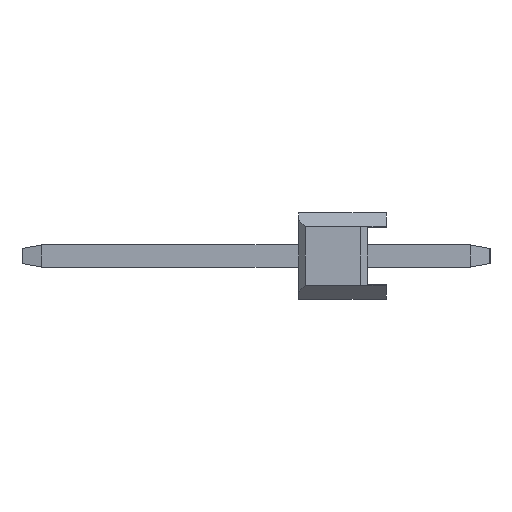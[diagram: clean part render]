
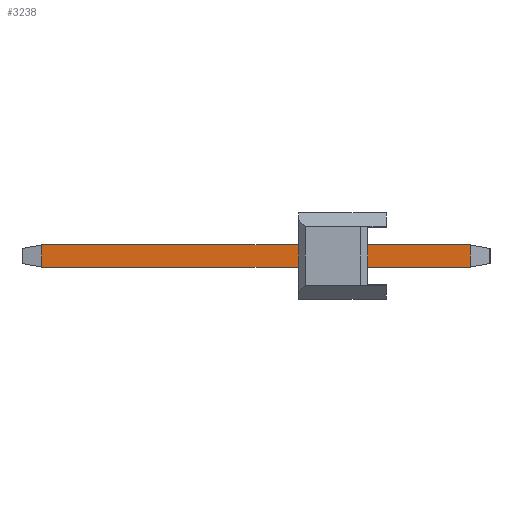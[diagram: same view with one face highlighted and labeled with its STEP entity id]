
A CAD part, left-side view. The second image highlights one B-rep face of the part: STEP entity #3238.
In plain terms, the highlighted planar face has unit normal (-1, 0, 0).
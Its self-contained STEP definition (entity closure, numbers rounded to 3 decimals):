
#114 = CARTESIAN_POINT ( 'NONE',  ( -0.32, 9.973, 0.32 ) ) ;
#318 = CARTESIAN_POINT ( 'NONE',  ( -0.32, 10.54, 0.32 ) ) ;
#530 = EDGE_CURVE ( 'NONE', #11576, #5848, #8780, .T. ) ;
#722 = CARTESIAN_POINT ( 'NONE',  ( -0.32, 10.54, -0.32 ) ) ;
#973 = ORIENTED_EDGE ( 'NONE', *, *, #530, .T. ) ;
#1022 = VERTEX_POINT ( 'NONE', #114 ) ;
#1363 = DIRECTION ( 'NONE',  ( 0., 0., 1. ) ) ;
#2190 = VECTOR ( 'NONE', #6249, 1000. ) ;
#2657 = CARTESIAN_POINT ( 'NONE',  ( -0.32, 9.973, -0.32 ) ) ;
#3026 = EDGE_CURVE ( 'NONE', #1022, #3195, #8361, .T. ) ;
#3114 = DIRECTION ( 'NONE',  ( 1., 0., 0. ) ) ;
#3195 = VERTEX_POINT ( 'NONE', #11075 ) ;
#3238 = ADVANCED_FACE ( 'NONE', ( #3991 ), #7594, .F. ) ;
#3548 = VECTOR ( 'NONE', #4288, 1000. ) ;
#3659 = ORIENTED_EDGE ( 'NONE', *, *, #3026, .F. ) ;
#3881 = DIRECTION ( 'NONE',  ( 0., -1., 0. ) ) ;
#3991 = FACE_OUTER_BOUND ( 'NONE', #10983, .T. ) ;
#4015 = VECTOR ( 'NONE', #1363, 1000. ) ;
#4288 = DIRECTION ( 'NONE',  ( 0., -1., 0. ) ) ;
#4599 = ORIENTED_EDGE ( 'NONE', *, *, #10978, .T. ) ;
#5827 = LINE ( 'NONE', #9436, #4015 ) ;
#5848 = VERTEX_POINT ( 'NONE', #7543 ) ;
#5987 = ORIENTED_EDGE ( 'NONE', *, *, #9157, .T. ) ;
#6249 = DIRECTION ( 'NONE',  ( 0., 0., -1. ) ) ;
#6718 = DIRECTION ( 'NONE',  ( 0., 0., -1. ) ) ;
#7543 = CARTESIAN_POINT ( 'NONE',  ( -0.32, -2.433, -0.32 ) ) ;
#7594 = PLANE ( 'NONE',  #9568 ) ;
#8361 = LINE ( 'NONE', #318, #9198 ) ;
#8780 = LINE ( 'NONE', #722, #3548 ) ;
#9157 = EDGE_CURVE ( 'NONE', #1022, #11576, #10742, .T. ) ;
#9198 = VECTOR ( 'NONE', #3881, 1000. ) ;
#9436 = CARTESIAN_POINT ( 'NONE',  ( -0.32, -2.433, 0.32 ) ) ;
#9568 = AXIS2_PLACEMENT_3D ( 'NONE', #11184, #3114, #6718 ) ;
#10481 = CARTESIAN_POINT ( 'NONE',  ( -0.32, 9.973, -0.32 ) ) ;
#10742 = LINE ( 'NONE', #2657, #2190 ) ;
#10978 = EDGE_CURVE ( 'NONE', #5848, #3195, #5827, .T. ) ;
#10983 = EDGE_LOOP ( 'NONE', ( #973, #4599, #3659, #5987 ) ) ;
#11075 = CARTESIAN_POINT ( 'NONE',  ( -0.32, -2.433, 0.32 ) ) ;
#11184 = CARTESIAN_POINT ( 'NONE',  ( -0.32, 10.54, 0.32 ) ) ;
#11576 = VERTEX_POINT ( 'NONE', #10481 ) ;
